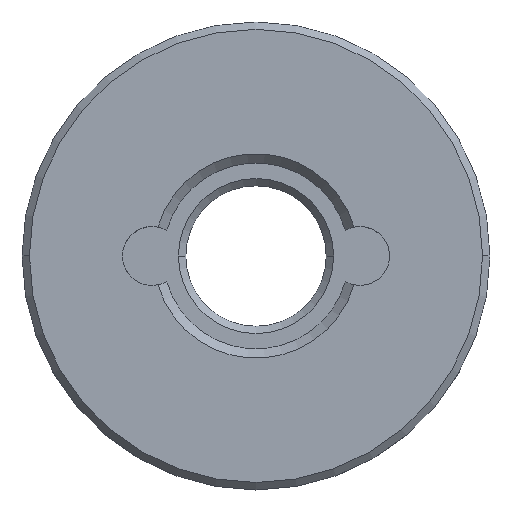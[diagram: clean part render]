
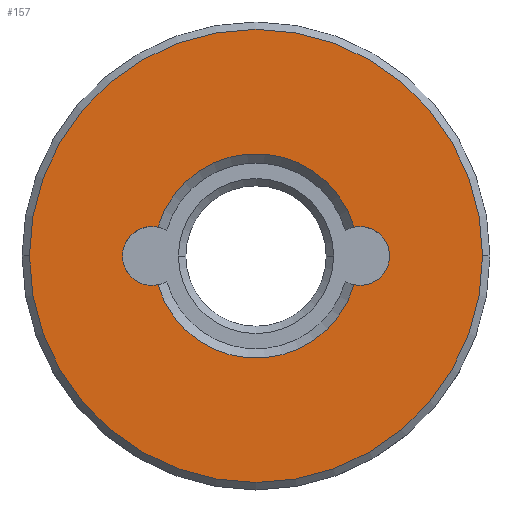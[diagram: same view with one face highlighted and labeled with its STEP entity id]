
A CAD part, top view. The second image highlights one B-rep face of the part: STEP entity #157.
In plain terms, the highlighted planar face has unit normal (0, 0, 1).
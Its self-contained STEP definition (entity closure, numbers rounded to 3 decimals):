
#28 = CARTESIAN_POINT ( 'NONE',  ( 2.825, 0., 2.2 ) ) ;
#29 = ORIENTED_EDGE ( 'NONE', *, *, #311, .F. ) ;
#33 = DIRECTION ( 'NONE',  ( 0., 0., 1. ) ) ;
#52 = CARTESIAN_POINT ( 'NONE',  ( 0., 0., 2.2 ) ) ;
#54 = EDGE_CURVE ( 'NONE', #443, #603, #146, .T. ) ;
#104 = CARTESIAN_POINT ( 'NONE',  ( 0., 0., 2.2 ) ) ;
#106 = DIRECTION ( 'NONE',  ( 1., 0., 0. ) ) ;
#111 = CARTESIAN_POINT ( 'NONE',  ( 2.825, 0., 2.2 ) ) ;
#112 = CIRCLE ( 'NONE', #564, 0.8 ) ;
#115 = CIRCLE ( 'NONE', #706, 0.8 ) ;
#122 = EDGE_CURVE ( 'NONE', #620, #300, #217, .T. ) ;
#138 = CIRCLE ( 'NONE', #424, 2.775 ) ;
#141 = ORIENTED_EDGE ( 'NONE', *, *, #54, .T. ) ;
#146 = CIRCLE ( 'NONE', #574, 2.775 ) ;
#154 = DIRECTION ( 'NONE',  ( 0., 0., -1. ) ) ;
#157 = ADVANCED_FACE ( 'NONE', ( #586, #474 ), #688, .T. ) ;
#162 = DIRECTION ( 'NONE',  ( 1., 0., 0. ) ) ;
#173 = ORIENTED_EDGE ( 'NONE', *, *, #122, .T. ) ;
#191 = DIRECTION ( 'NONE',  ( 0., 0., 1. ) ) ;
#192 = ORIENTED_EDGE ( 'NONE', *, *, #331, .T. ) ;
#207 = CIRCLE ( 'NONE', #597, 6.15 ) ;
#209 = DIRECTION ( 'NONE',  ( 1., 0., 0. ) ) ;
#215 = DIRECTION ( 'NONE',  ( 0., 0., 1. ) ) ;
#217 = CIRCLE ( 'NONE', #700, 6.15 ) ;
#223 = CARTESIAN_POINT ( 'NONE',  ( -2.662, 0.783, 2.2 ) ) ;
#227 = VERTEX_POINT ( 'NONE', #510 ) ;
#250 = DIRECTION ( 'NONE',  ( -1., 0., 0. ) ) ;
#277 = ORIENTED_EDGE ( 'NONE', *, *, #409, .F. ) ;
#279 = CARTESIAN_POINT ( 'NONE',  ( -2.662, -0.783, 2.2 ) ) ;
#283 = EDGE_LOOP ( 'NONE', ( #173, #192 ) ) ;
#300 = VERTEX_POINT ( 'NONE', #302 ) ;
#302 = CARTESIAN_POINT ( 'NONE',  ( 6.15, 0., 2.2 ) ) ;
#308 = CARTESIAN_POINT ( 'NONE',  ( 0., 0., 2.2 ) ) ;
#311 = EDGE_CURVE ( 'NONE', #227, #647, #349, .T. ) ;
#325 = ORIENTED_EDGE ( 'NONE', *, *, #622, .F. ) ;
#331 = EDGE_CURVE ( 'NONE', #300, #620, #207, .T. ) ;
#343 = DIRECTION ( 'NONE',  ( -1., 0., 0. ) ) ;
#349 = CIRCLE ( 'NONE', #402, 0.8 ) ;
#355 = EDGE_CURVE ( 'NONE', #520, #647, #138, .T. ) ;
#379 = DIRECTION ( 'NONE',  ( 1., 0., 0. ) ) ;
#402 = AXIS2_PLACEMENT_3D ( 'NONE', #28, #191, #250 ) ;
#409 = EDGE_CURVE ( 'NONE', #520, #603, #112, .T. ) ;
#424 = AXIS2_PLACEMENT_3D ( 'NONE', #634, #532, #162 ) ;
#428 = DIRECTION ( 'NONE',  ( 1., 0., 0. ) ) ;
#443 = VERTEX_POINT ( 'NONE', #689 ) ;
#474 = FACE_OUTER_BOUND ( 'NONE', #283, .T. ) ;
#476 = CARTESIAN_POINT ( 'NONE',  ( -2.825, 0., 2.2 ) ) ;
#510 = CARTESIAN_POINT ( 'NONE',  ( 3.625, 0., 2.2 ) ) ;
#520 = VERTEX_POINT ( 'NONE', #223 ) ;
#526 = DIRECTION ( 'NONE',  ( 1., 0., 0. ) ) ;
#532 = DIRECTION ( 'NONE',  ( 0., 0., -1. ) ) ;
#540 = DIRECTION ( 'NONE',  ( 0., 0., 1. ) ) ;
#555 = CARTESIAN_POINT ( 'NONE',  ( -6.15, 0., 2.2 ) ) ;
#564 = AXIS2_PLACEMENT_3D ( 'NONE', #476, #540, #379 ) ;
#574 = AXIS2_PLACEMENT_3D ( 'NONE', #639, #154, #209 ) ;
#586 = FACE_BOUND ( 'NONE', #682, .T. ) ;
#597 = AXIS2_PLACEMENT_3D ( 'NONE', #308, #33, #526 ) ;
#603 = VERTEX_POINT ( 'NONE', #279 ) ;
#609 = AXIS2_PLACEMENT_3D ( 'NONE', #104, #691, #428 ) ;
#620 = VERTEX_POINT ( 'NONE', #555 ) ;
#622 = EDGE_CURVE ( 'NONE', #443, #227, #115, .T. ) ;
#634 = CARTESIAN_POINT ( 'NONE',  ( 0., 0., 2.2 ) ) ;
#639 = CARTESIAN_POINT ( 'NONE',  ( 0., 0., 2.2 ) ) ;
#647 = VERTEX_POINT ( 'NONE', #665 ) ;
#656 = DIRECTION ( 'NONE',  ( 0., 0., 1. ) ) ;
#665 = CARTESIAN_POINT ( 'NONE',  ( 2.662, 0.783, 2.2 ) ) ;
#673 = ORIENTED_EDGE ( 'NONE', *, *, #355, .T. ) ;
#682 = EDGE_LOOP ( 'NONE', ( #325, #141, #277, #673, #29 ) ) ;
#688 = PLANE ( 'NONE',  #609 ) ;
#689 = CARTESIAN_POINT ( 'NONE',  ( 2.662, -0.783, 2.2 ) ) ;
#691 = DIRECTION ( 'NONE',  ( 0., 0., 1. ) ) ;
#700 = AXIS2_PLACEMENT_3D ( 'NONE', #52, #215, #106 ) ;
#706 = AXIS2_PLACEMENT_3D ( 'NONE', #111, #656, #343 ) ;
